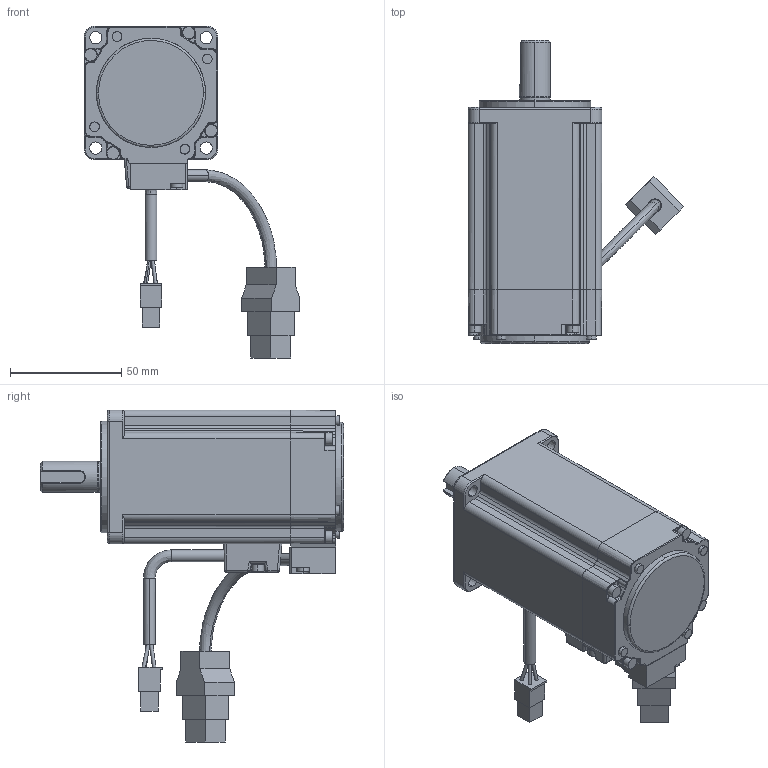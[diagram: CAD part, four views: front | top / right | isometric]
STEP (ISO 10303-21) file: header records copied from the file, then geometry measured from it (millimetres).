
FILE_DESCRIPTION (( 'STEP AP214' ), '1' );
FILE_NAME ('SV2L-x04N coord.STEP', '2022-10-04T22:21:22', ( '' ), ( '' ), 'SwSTEP 2.0', 'SolidWorks 2021', '' );
FILE_SCHEMA (( 'AUTOMOTIVE_DESIGN' ));
Length unit declared in the file: inch
Products named in the file (1): SV2L-x04N coord
Bounding box: 96.81 x 136 x 148.93 mm (x, y, z)
Volume: 371161.1 mm3; surface area: 43604.5 mm2
Topology: 1 solids, 4 shells, 607 faces, 1647 edges, 1053 vertices
Faces by surface type: cylinder 215, plane 199, bspline 135, cone 58
Entity records: 35213 total; most frequent: CARTESIAN_POINT 13923, ORIENTED_EDGE 3242, DIRECTION 2108, EDGE_CURVE 1621, VERTEX_POINT 1053, AXIS2_PLACEMENT_3D 743, B_SPLINE_CURVE_WITH_KNOTS 668, EDGE_LOOP 660
